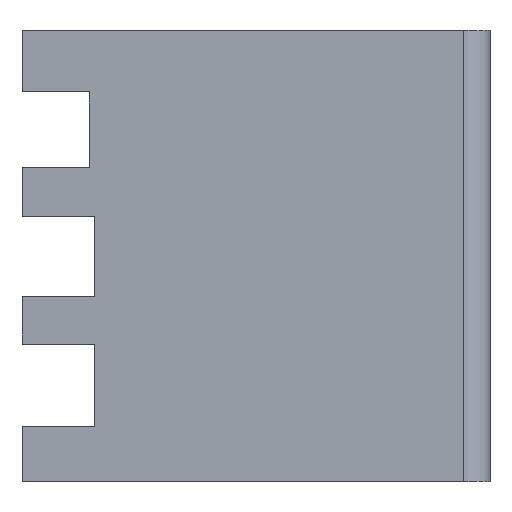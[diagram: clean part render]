
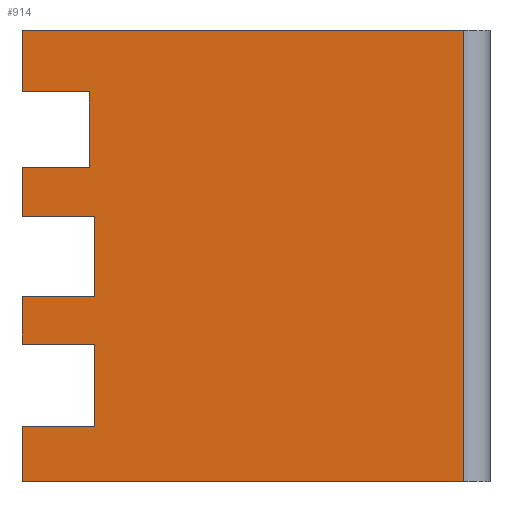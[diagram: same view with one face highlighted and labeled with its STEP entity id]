
A CAD part, front view. The second image highlights one B-rep face of the part: STEP entity #914.
In plain terms, the highlighted planar face has unit normal (0, -1, 0).
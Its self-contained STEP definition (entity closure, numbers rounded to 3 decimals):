
#65=FACE_OUTER_BOUND('',#113,.T.);
#113=EDGE_LOOP('',(#806,#807,#808,#809,#810,#811,#812,#813,#814,#815,#816,
#817,#818,#819,#820,#821));
#194=LINE('',#1374,#318);
#196=LINE('',#1380,#320);
#212=LINE('',#1413,#336);
#214=LINE('',#1417,#338);
#217=LINE('',#1422,#341);
#219=LINE('',#1427,#343);
#221=LINE('',#1431,#345);
#224=LINE('',#1436,#348);
#226=LINE('',#1441,#350);
#228=LINE('',#1445,#352);
#231=LINE('',#1450,#355);
#233=LINE('',#1454,#357);
#234=LINE('',#1456,#358);
#235=LINE('',#1458,#359);
#236=LINE('',#1460,#360);
#237=LINE('',#1462,#361);
#318=VECTOR('',#1128,10.);
#320=VECTOR('',#1134,10.);
#336=VECTOR('',#1154,10.);
#338=VECTOR('',#1158,10.);
#341=VECTOR('',#1163,10.);
#343=VECTOR('',#1167,10.);
#345=VECTOR('',#1171,10.);
#348=VECTOR('',#1176,10.);
#350=VECTOR('',#1180,10.);
#352=VECTOR('',#1184,10.);
#355=VECTOR('',#1189,10.);
#357=VECTOR('',#1193,10.);
#358=VECTOR('',#1196,10.);
#359=VECTOR('',#1199,10.);
#360=VECTOR('',#1202,10.);
#361=VECTOR('',#1205,10.);
#413=VERTEX_POINT('',#1368);
#415=VERTEX_POINT('',#1372);
#416=VERTEX_POINT('',#1376);
#431=VERTEX_POINT('',#1410);
#432=VERTEX_POINT('',#1412);
#433=VERTEX_POINT('',#1416);
#434=VERTEX_POINT('',#1420);
#435=VERTEX_POINT('',#1424);
#436=VERTEX_POINT('',#1426);
#437=VERTEX_POINT('',#1430);
#438=VERTEX_POINT('',#1434);
#439=VERTEX_POINT('',#1438);
#440=VERTEX_POINT('',#1440);
#441=VERTEX_POINT('',#1444);
#442=VERTEX_POINT('',#1448);
#443=VERTEX_POINT('',#1452);
#525=EDGE_CURVE('',#413,#415,#194,.T.);
#528=EDGE_CURVE('',#413,#416,#196,.T.);
#544=EDGE_CURVE('',#432,#431,#212,.T.);
#546=EDGE_CURVE('',#433,#432,#214,.T.);
#549=EDGE_CURVE('',#434,#433,#217,.T.);
#551=EDGE_CURVE('',#436,#435,#219,.T.);
#553=EDGE_CURVE('',#437,#436,#221,.T.);
#556=EDGE_CURVE('',#438,#437,#224,.T.);
#558=EDGE_CURVE('',#440,#439,#226,.T.);
#560=EDGE_CURVE('',#441,#440,#228,.T.);
#563=EDGE_CURVE('',#442,#441,#231,.T.);
#565=EDGE_CURVE('',#439,#443,#233,.T.);
#566=EDGE_CURVE('',#415,#438,#234,.T.);
#567=EDGE_CURVE('',#435,#434,#235,.T.);
#568=EDGE_CURVE('',#431,#442,#236,.T.);
#569=EDGE_CURVE('',#443,#416,#237,.T.);
#806=ORIENTED_EDGE('',*,*,#528,.F.);
#807=ORIENTED_EDGE('',*,*,#525,.T.);
#808=ORIENTED_EDGE('',*,*,#566,.T.);
#809=ORIENTED_EDGE('',*,*,#556,.T.);
#810=ORIENTED_EDGE('',*,*,#553,.T.);
#811=ORIENTED_EDGE('',*,*,#551,.T.);
#812=ORIENTED_EDGE('',*,*,#567,.T.);
#813=ORIENTED_EDGE('',*,*,#549,.T.);
#814=ORIENTED_EDGE('',*,*,#546,.T.);
#815=ORIENTED_EDGE('',*,*,#544,.T.);
#816=ORIENTED_EDGE('',*,*,#568,.T.);
#817=ORIENTED_EDGE('',*,*,#563,.T.);
#818=ORIENTED_EDGE('',*,*,#560,.T.);
#819=ORIENTED_EDGE('',*,*,#558,.T.);
#820=ORIENTED_EDGE('',*,*,#565,.T.);
#821=ORIENTED_EDGE('',*,*,#569,.T.);
#867=PLANE('',#983);
#914=ADVANCED_FACE('',(#65),#867,.T.);
#983=AXIS2_PLACEMENT_3D('',#1463,#1206,#1207);
#1128=DIRECTION('',(-1.,0.,0.));
#1134=DIRECTION('',(0.,0.,-1.));
#1154=DIRECTION('',(-1.,0.,0.));
#1158=DIRECTION('',(0.,0.,-1.));
#1163=DIRECTION('',(1.,0.,0.));
#1167=DIRECTION('',(-1.,0.,0.));
#1171=DIRECTION('',(0.,0.,-1.));
#1176=DIRECTION('',(1.,0.,0.));
#1180=DIRECTION('',(-1.,0.,0.));
#1184=DIRECTION('',(0.,0.,-1.));
#1189=DIRECTION('',(1.,0.,0.));
#1193=DIRECTION('',(0.,0.,-1.));
#1196=DIRECTION('',(0.,0.,-1.));
#1199=DIRECTION('',(0.,0.,-1.));
#1202=DIRECTION('',(0.,0.,-1.));
#1205=DIRECTION('',(1.,0.,0.));
#1206=DIRECTION('center_axis',(0.,-1.,0.));
#1207=DIRECTION('ref_axis',(0.,0.,-1.));
#1368=CARTESIAN_POINT('',(15.5,0.,16.9));
#1372=CARTESIAN_POINT('',(-17.5,0.,16.9));
#1374=CARTESIAN_POINT('',(17.5,0.,16.9));
#1376=CARTESIAN_POINT('',(15.5,0.,-16.9));
#1380=CARTESIAN_POINT('',(15.5,0.,8.45));
#1410=CARTESIAN_POINT('',(-17.5,0.,-3.045));
#1412=CARTESIAN_POINT('',(-12.109,0.,-3.045));
#1413=CARTESIAN_POINT('',(-6.055,0.,-3.045));
#1416=CARTESIAN_POINT('',(-12.109,0.,2.947));
#1417=CARTESIAN_POINT('',(-12.109,0.,1.473));
#1420=CARTESIAN_POINT('',(-17.5,0.,2.947));
#1422=CARTESIAN_POINT('',(-9.05,0.,2.947));
#1424=CARTESIAN_POINT('',(-17.5,0.,6.638));
#1426=CARTESIAN_POINT('',(-12.463,0.,6.638));
#1427=CARTESIAN_POINT('',(-6.232,0.,6.638));
#1430=CARTESIAN_POINT('',(-12.463,0.,12.268));
#1431=CARTESIAN_POINT('',(-12.463,0.,6.134));
#1434=CARTESIAN_POINT('',(-17.5,0.,12.268));
#1436=CARTESIAN_POINT('',(-9.05,0.,12.268));
#1438=CARTESIAN_POINT('',(-17.5,0.,-12.738));
#1440=CARTESIAN_POINT('',(-12.066,0.,-12.738));
#1441=CARTESIAN_POINT('',(-6.033,0.,-12.738));
#1444=CARTESIAN_POINT('',(-12.066,0.,-6.586));
#1445=CARTESIAN_POINT('',(-12.066,0.,-3.293));
#1448=CARTESIAN_POINT('',(-17.5,0.,-6.586));
#1450=CARTESIAN_POINT('',(-9.05,0.,-6.586));
#1452=CARTESIAN_POINT('',(-17.5,0.,-16.9));
#1454=CARTESIAN_POINT('',(-17.5,0.,16.9));
#1456=CARTESIAN_POINT('',(-17.5,0.,16.9));
#1458=CARTESIAN_POINT('',(-17.5,0.,16.9));
#1460=CARTESIAN_POINT('',(-17.5,0.,16.9));
#1462=CARTESIAN_POINT('',(-17.5,0.,-16.9));
#1463=CARTESIAN_POINT('Origin',(0.,0.,0.));
